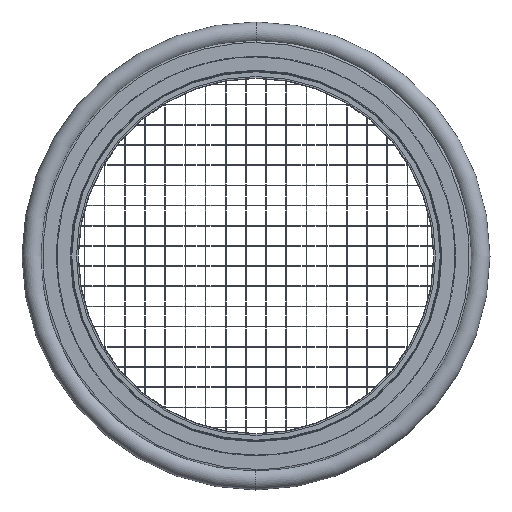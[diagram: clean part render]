
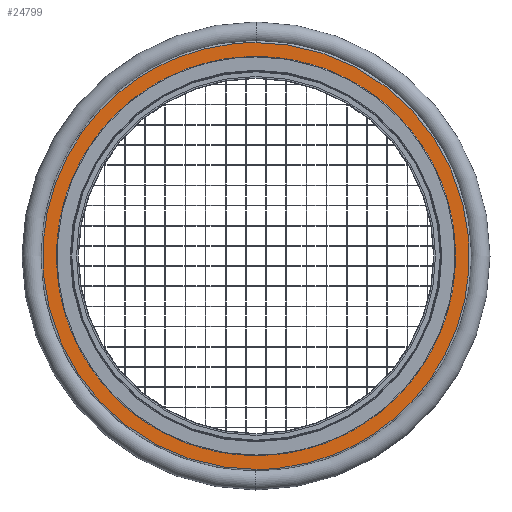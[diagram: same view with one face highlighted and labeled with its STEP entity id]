
A CAD part, left-side view. The second image highlights one B-rep face of the part: STEP entity #24799.
In plain terms, the highlighted planar face has unit normal (-1, 0, 0).
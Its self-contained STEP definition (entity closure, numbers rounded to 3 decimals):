
#1865 = CARTESIAN_POINT ( 'NONE',  ( -1.95, 0., 51. ) ) ;
#2522 = AXIS2_PLACEMENT_3D ( 'NONE', #17073, #48595, #21604 ) ;
#3530 = DIRECTION ( 'NONE',  ( -1., 0., 0. ) ) ;
#4213 = EDGE_CURVE ( 'NONE', #52864, #23319, #20177, .T. ) ;
#5055 = ORIENTED_EDGE ( 'NONE', *, *, #23942, .F. ) ;
#5566 = CARTESIAN_POINT ( 'NONE',  ( -1.95, 55.436, 0. ) ) ;
#7317 = AXIS2_PLACEMENT_3D ( 'NONE', #30522, #3530, #35071 ) ;
#8997 = CARTESIAN_POINT ( 'NONE',  ( -1.95, 0., 54.549 ) ) ;
#10067 = DIRECTION ( 'NONE',  ( 0., 0., -1. ) ) ;
#11020 = CARTESIAN_POINT ( 'NONE',  ( -1.95, 0., -54.549 ) ) ;
#12212 = VERTEX_POINT ( 'NONE', #18803 ) ;
#13536 = CARTESIAN_POINT ( 'NONE',  ( -1.95, -109.098, 54.549 ) ) ;
#14430 = PLANE ( 'NONE',  #51298 ) ;
#15195 = EDGE_CURVE ( 'NONE', #23319, #52864, #53001, .T. ) ;
#17073 = CARTESIAN_POINT ( 'NONE',  ( -1.95, 0., 0. ) ) ;
#17118 = VERTEX_POINT ( 'NONE', #1865 ) ;
#17899 = CARTESIAN_POINT ( 'NONE',  ( -1.95, 109.098, -54.549 ) ) ;
#18063 = CARTESIAN_POINT ( 'NONE',  ( -1.95, 0., -54.549 ) ) ;
#18803 = CARTESIAN_POINT ( 'NONE',  ( -1.95, 0., -51. ) ) ;
#20177 =( BOUNDED_CURVE ( )  B_SPLINE_CURVE ( 3, ( #53962, #17899, #22459, #58469 ),
 .UNSPECIFIED., .F., .T. ) 
 B_SPLINE_CURVE_WITH_KNOTS ( ( 4, 4 ),
 ( 0., 1. ),
 .UNSPECIFIED. ) 
 CURVE ( )  GEOMETRIC_REPRESENTATION_ITEM ( )  RATIONAL_B_SPLINE_CURVE ( ( 1., 0.333, 0.333, 1. ) ) 
 REPRESENTATION_ITEM ( '' )  );
#20862 = CIRCLE ( 'NONE', #7317, 51. ) ;
#21418 = EDGE_LOOP ( 'NONE', ( #5055, #55014 ) ) ;
#21489 = EDGE_CURVE ( 'NONE', #12212, #17118, #20862, .T. ) ;
#21604 = DIRECTION ( 'NONE',  ( 0., 0., 1. ) ) ;
#22459 = CARTESIAN_POINT ( 'NONE',  ( -1.95, 109.098, 54.549 ) ) ;
#23319 = VERTEX_POINT ( 'NONE', #53585 ) ;
#23942 = EDGE_CURVE ( 'NONE', #17118, #12212, #56884, .T. ) ;
#24799 = ADVANCED_FACE ( 'NONE', ( #31950, #57313 ), #14430, .F. ) ;
#29030 = ORIENTED_EDGE ( 'NONE', *, *, #15195, .F. ) ;
#30522 = CARTESIAN_POINT ( 'NONE',  ( -1.95, 0., 0. ) ) ;
#31950 = FACE_BOUND ( 'NONE', #21418, .T. ) ;
#35071 = DIRECTION ( 'NONE',  ( 0., 0., 1. ) ) ;
#36183 = EDGE_LOOP ( 'NONE', ( #29030, #46349 ) ) ;
#37082 = DIRECTION ( 'NONE',  ( 1., 0., 0. ) ) ;
#45083 = CARTESIAN_POINT ( 'NONE',  ( -1.95, -109.098, -54.549 ) ) ;
#46349 = ORIENTED_EDGE ( 'NONE', *, *, #4213, .F. ) ;
#48595 = DIRECTION ( 'NONE',  ( -1., 0., 0. ) ) ;
#51298 = AXIS2_PLACEMENT_3D ( 'NONE', #5566, #37082, #10067 ) ;
#52864 = VERTEX_POINT ( 'NONE', #11020 ) ;
#53001 =( BOUNDED_CURVE ( )  B_SPLINE_CURVE ( 3, ( #8997, #13536, #45083, #18063 ),
 .UNSPECIFIED., .F., .T. ) 
 B_SPLINE_CURVE_WITH_KNOTS ( ( 4, 4 ),
 ( 0., 1. ),
 .UNSPECIFIED. ) 
 CURVE ( )  GEOMETRIC_REPRESENTATION_ITEM ( )  RATIONAL_B_SPLINE_CURVE ( ( 1., 0.333, 0.333, 1. ) ) 
 REPRESENTATION_ITEM ( '' )  );
#53585 = CARTESIAN_POINT ( 'NONE',  ( -1.95, 0., 54.549 ) ) ;
#53962 = CARTESIAN_POINT ( 'NONE',  ( -1.95, 0., -54.549 ) ) ;
#55014 = ORIENTED_EDGE ( 'NONE', *, *, #21489, .F. ) ;
#56884 = CIRCLE ( 'NONE', #2522, 51. ) ;
#57313 = FACE_OUTER_BOUND ( 'NONE', #36183, .T. ) ;
#58469 = CARTESIAN_POINT ( 'NONE',  ( -1.95, 0., 54.549 ) ) ;
